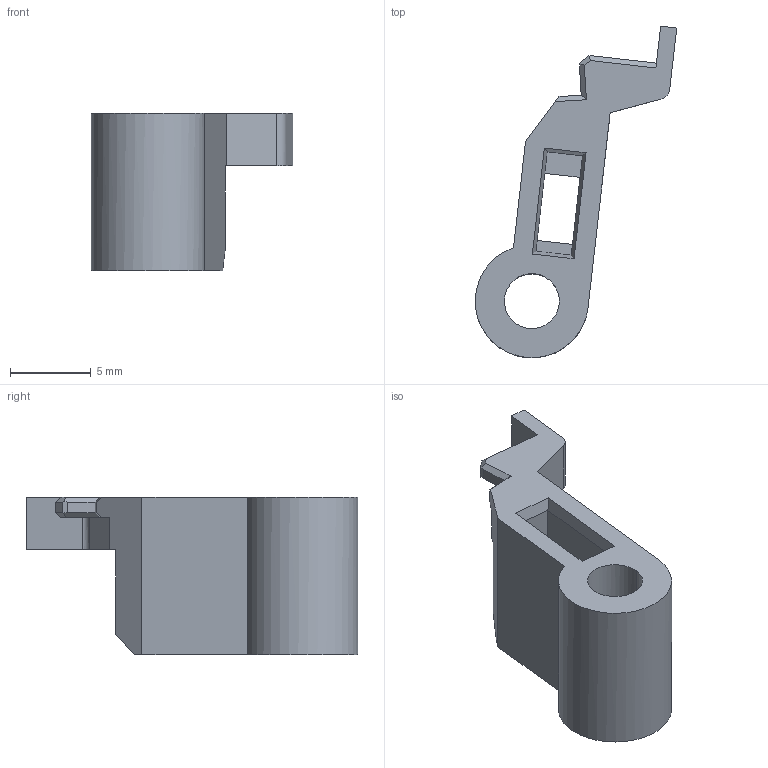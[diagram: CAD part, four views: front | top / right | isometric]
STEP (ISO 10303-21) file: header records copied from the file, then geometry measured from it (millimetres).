
FILE_DESCRIPTION (( 'STEP AP203' ), '1' );
FILE_NAME ('IR Lever.STEP', '2020-08-07T05:35:42', ( '' ), ( '' ), 'SwSTEP 2.0', 'SolidWorks 2018', '' );
FILE_SCHEMA (( 'CONFIG_CONTROL_DESIGN' ));
Length unit declared in the file: millimetre
Products named in the file (1): IR Lever
Bounding box: 12.46 x 20.51 x 9.75 mm (x, y, z)
Volume: 608.6 mm3; surface area: 858.9 mm2
Topology: 1 solids, 1 shells, 46 faces, 122 edges, 78 vertices
Faces by surface type: plane 41, cylinder 5
Entity records: 1765 total; most frequent: CARTESIAN_POINT 781, ORIENTED_EDGE 244, EDGE_CURVE 122, B_SPLINE_CURVE_WITH_KNOTS 120, DIRECTION 96, VERTEX_POINT 78, EDGE_LOOP 50, AXIS2_PLACEMENT_3D 47
